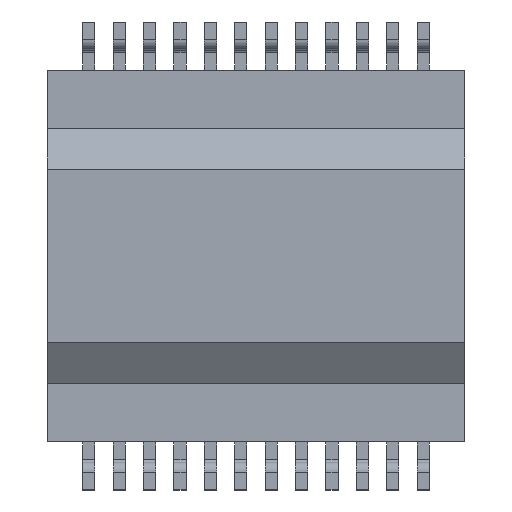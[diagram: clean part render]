
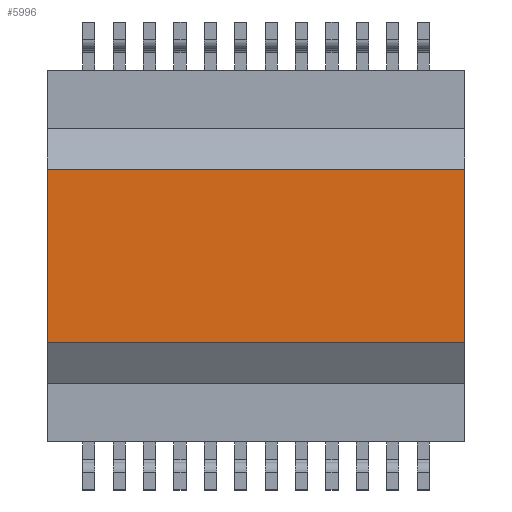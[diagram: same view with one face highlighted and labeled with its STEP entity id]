
A CAD part, top view. The second image highlights one B-rep face of the part: STEP entity #5996.
In plain terms, the highlighted planar face has unit normal (0, 0, 1).
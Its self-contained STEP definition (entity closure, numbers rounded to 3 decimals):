
#266 = DIRECTION ( 'NONE',  ( 0., 0., 1. ) ) ;
#1332 = FACE_OUTER_BOUND ( 'NONE', #4974, .T. ) ;
#2174 = DIRECTION ( 'NONE',  ( -1., 0., 0. ) ) ;
#3520 = CARTESIAN_POINT ( 'NONE',  ( 6.8, -6.05, 2.67 ) ) ;
#4318 = CARTESIAN_POINT ( 'NONE',  ( -6.8, 2.825, 2.67 ) ) ;
#4387 = CARTESIAN_POINT ( 'NONE',  ( -6.8, -6.05, 2.67 ) ) ;
#4599 = CARTESIAN_POINT ( 'NONE',  ( -6.8, -2.825, 2.67 ) ) ;
#4630 = DIRECTION ( 'NONE',  ( 1., 0., 0. ) ) ;
#4784 = ORIENTED_EDGE ( 'NONE', *, *, #7205, .F. ) ;
#4974 = EDGE_LOOP ( 'NONE', ( #4784, #9339, #12797, #5042 ) ) ;
#5042 = ORIENTED_EDGE ( 'NONE', *, *, #10725, .T. ) ;
#5687 = PLANE ( 'NONE',  #9961 ) ;
#5991 = VERTEX_POINT ( 'NONE', #7820 ) ;
#5996 = ADVANCED_FACE ( 'NONE', ( #1332 ), #5687, .T. ) ;
#6296 = VECTOR ( 'NONE', #12212, 1000. ) ;
#7106 = VECTOR ( 'NONE', #2174, 1000. ) ;
#7112 = CARTESIAN_POINT ( 'NONE',  ( 6.8, -2.825, 2.67 ) ) ;
#7205 = EDGE_CURVE ( 'NONE', #11927, #9731, #8750, .T. ) ;
#7679 = DIRECTION ( 'NONE',  ( -1., 0., 0. ) ) ;
#7820 = CARTESIAN_POINT ( 'NONE',  ( 6.8, 2.825, 2.67 ) ) ;
#8601 = CARTESIAN_POINT ( 'NONE',  ( 6.8, 2.825, 2.67 ) ) ;
#8750 = LINE ( 'NONE', #13110, #13175 ) ;
#9302 = EDGE_CURVE ( 'NONE', #5991, #9707, #13164, .T. ) ;
#9339 = ORIENTED_EDGE ( 'NONE', *, *, #12067, .T. ) ;
#9707 = VERTEX_POINT ( 'NONE', #4318 ) ;
#9731 = VERTEX_POINT ( 'NONE', #4599 ) ;
#9961 = AXIS2_PLACEMENT_3D ( 'NONE', #10041, #266, #4630 ) ;
#10041 = CARTESIAN_POINT ( 'NONE',  ( 0., 0., 2.67 ) ) ;
#10148 = LINE ( 'NONE', #3520, #6296 ) ;
#10725 = EDGE_CURVE ( 'NONE', #9707, #9731, #12010, .T. ) ;
#11295 = VECTOR ( 'NONE', #13148, 1000. ) ;
#11927 = VERTEX_POINT ( 'NONE', #7112 ) ;
#12010 = LINE ( 'NONE', #4387, #11295 ) ;
#12067 = EDGE_CURVE ( 'NONE', #11927, #5991, #10148, .T. ) ;
#12212 = DIRECTION ( 'NONE',  ( 0., 1., 0. ) ) ;
#12797 = ORIENTED_EDGE ( 'NONE', *, *, #9302, .T. ) ;
#13110 = CARTESIAN_POINT ( 'NONE',  ( 6.8, -2.825, 2.67 ) ) ;
#13148 = DIRECTION ( 'NONE',  ( 0., -1., 0. ) ) ;
#13164 = LINE ( 'NONE', #8601, #7106 ) ;
#13175 = VECTOR ( 'NONE', #7679, 1000. ) ;
